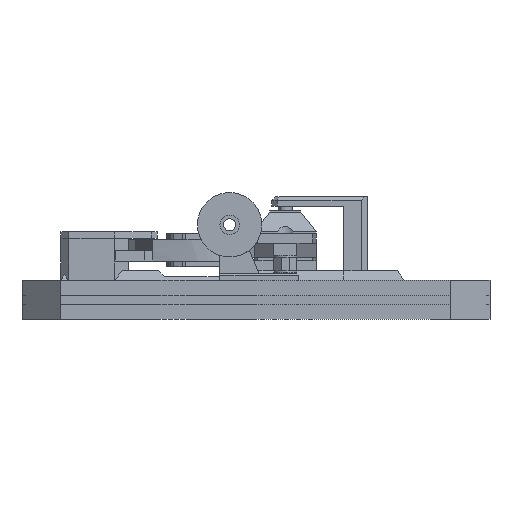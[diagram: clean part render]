
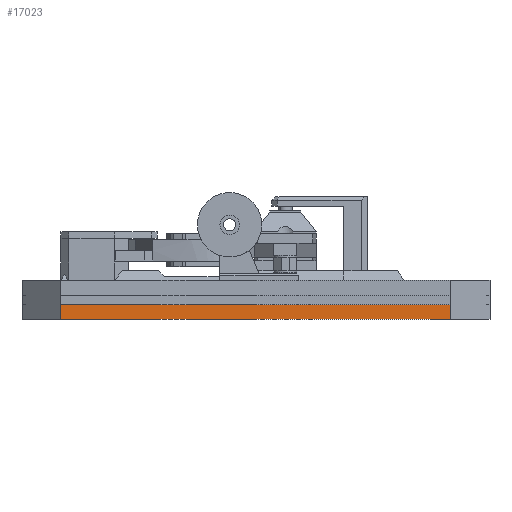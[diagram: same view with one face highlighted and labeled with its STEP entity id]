
A CAD part, left-side view. The second image highlights one B-rep face of the part: STEP entity #17023.
In plain terms, the highlighted planar face has unit normal (-1, 0, 0).
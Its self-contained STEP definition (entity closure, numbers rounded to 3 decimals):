
#1030=PLANE('',#18391);
#1942=FACE_OUTER_BOUND('',#3064,.T.);
#3064=EDGE_LOOP('',(#15121,#15122,#15123,#15124));
#5178=LINE('',#27509,#7101);
#5191=LINE('',#27534,#7114);
#5201=LINE('',#27552,#7124);
#5211=LINE('',#27571,#7134);
#7101=VECTOR('',#22245,10.);
#7114=VECTOR('',#22264,10.);
#7124=VECTOR('',#22278,10.);
#7134=VECTOR('',#22300,10.);
#8733=VERTEX_POINT('',#27506);
#8734=VERTEX_POINT('',#27508);
#8743=VERTEX_POINT('',#27533);
#8749=VERTEX_POINT('',#27551);
#10900=EDGE_CURVE('',#8733,#8734,#5178,.T.);
#10913=EDGE_CURVE('',#8743,#8734,#5191,.T.);
#10923=EDGE_CURVE('',#8743,#8749,#5201,.T.);
#10933=EDGE_CURVE('',#8733,#8749,#5211,.T.);
#15121=ORIENTED_EDGE('',*,*,#10933,.T.);
#15122=ORIENTED_EDGE('',*,*,#10923,.F.);
#15123=ORIENTED_EDGE('',*,*,#10913,.T.);
#15124=ORIENTED_EDGE('',*,*,#10900,.F.);
#17023=ADVANCED_FACE('',(#1942),#1030,.F.);
#18391=AXIS2_PLACEMENT_3D('',#27574,#22304,#22305);
#22245=DIRECTION('',(0.,0.,-1.));
#22264=DIRECTION('',(0.,-1.,0.));
#22278=DIRECTION('',(0.,0.,1.));
#22300=DIRECTION('',(0.,1.,0.));
#22304=DIRECTION('center_axis',(1.,0.,0.));
#22305=DIRECTION('ref_axis',(0.,-1.,0.));
#27506=CARTESIAN_POINT('',(-220.,-85.,-24.5));
#27508=CARTESIAN_POINT('',(-220.,-85.,-32.));
#27509=CARTESIAN_POINT('',(-220.,-85.,-22.));
#27533=CARTESIAN_POINT('',(-220.,115.,-32.));
#27534=CARTESIAN_POINT('',(-220.,15.,-32.));
#27551=CARTESIAN_POINT('',(-220.,115.,-24.5));
#27552=CARTESIAN_POINT('',(-220.,115.,-22.));
#27571=CARTESIAN_POINT('',(-220.,52.5,-24.5));
#27574=CARTESIAN_POINT('Origin',(-220.,15.,-22.));
